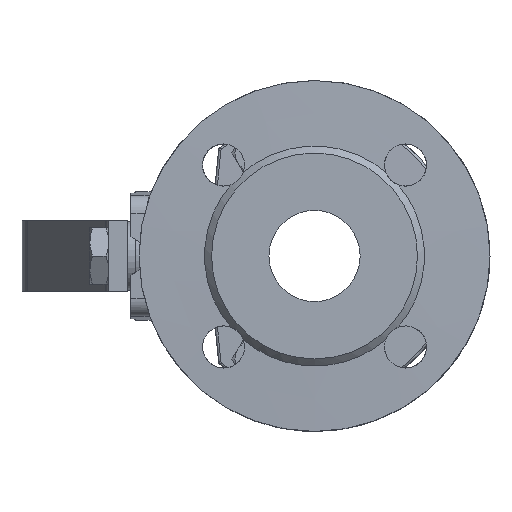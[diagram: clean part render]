
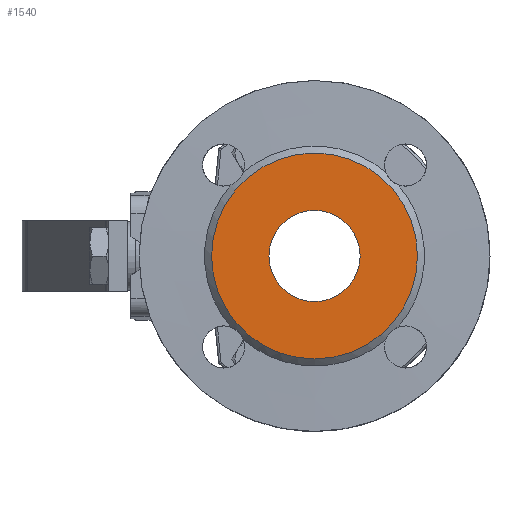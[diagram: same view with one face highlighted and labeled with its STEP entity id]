
A CAD part, left-side view. The second image highlights one B-rep face of the part: STEP entity #1540.
In plain terms, the highlighted planar face has unit normal (-1, 0, 0).
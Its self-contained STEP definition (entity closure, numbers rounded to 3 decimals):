
#1540 = ADVANCED_FACE( 'NONE', ( #3970, #3971 ), #3972, .T. );
#3970 = FACE_OUTER_BOUND( '', #10921, .T. );
#3971 = FACE_BOUND( '', #10922, .T. );
#3972 = PLANE( '', #10923 );
#10921 = EDGE_LOOP( '', ( #29677 ) );
#10922 = EDGE_LOOP( '', ( #29678 ) );
#10923 = AXIS2_PLACEMENT_3D( '', #29679, #29680, #29681 );
#29677 = ORIENTED_EDGE( '', *, *, #37559, .T. );
#29678 = ORIENTED_EDGE( '', *, *, #37560, .T. );
#29679 = CARTESIAN_POINT( '', ( -85., 19.5, 0. ) );
#29680 = DIRECTION( '', ( -1., 0., 0. ) );
#29681 = DIRECTION( '', ( 0., 0., 1. ) );
#37559 = EDGE_CURVE( 'NONE', #42270, #42270, #42271, .T. );
#37560 = EDGE_CURVE( 'NONE', #42272, #42272, #42273, .T. );
#42270 = VERTEX_POINT( '', #55622 );
#42271 = CIRCLE( '', #55623, 44. );
#42272 = VERTEX_POINT( '', #55624 );
#42273 = CIRCLE( '', #55625, 19.5 );
#55622 = CARTESIAN_POINT( '', ( -85., 0., 44. ) );
#55623 = AXIS2_PLACEMENT_3D( '', #69253, #69254, #69255 );
#55624 = CARTESIAN_POINT( '', ( -85., 0., -19.5 ) );
#55625 = AXIS2_PLACEMENT_3D( '', #69256, #69257, #69258 );
#69253 = CARTESIAN_POINT( '', ( -85., 0., 0. ) );
#69254 = DIRECTION( '', ( -1., 0., 0. ) );
#69255 = DIRECTION( '', ( 0., 0., 1. ) );
#69256 = CARTESIAN_POINT( '', ( -85., 0., 0. ) );
#69257 = DIRECTION( '', ( 1., 0., 0. ) );
#69258 = DIRECTION( '', ( 0., 0., -1. ) );
